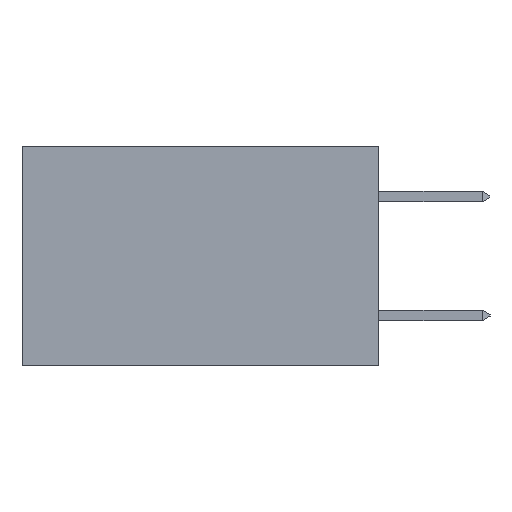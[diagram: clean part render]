
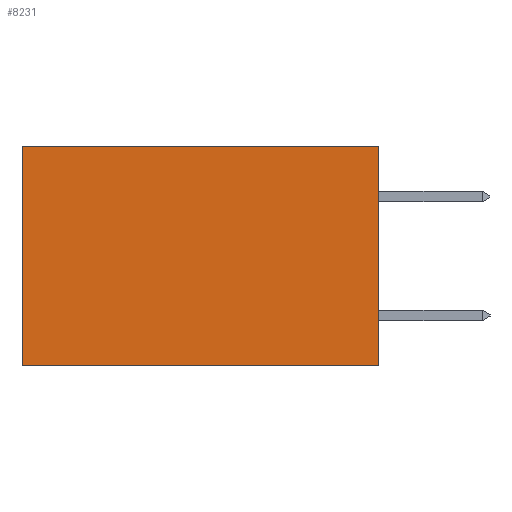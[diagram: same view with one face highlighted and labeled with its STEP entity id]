
A CAD part, left-side view. The second image highlights one B-rep face of the part: STEP entity #8231.
In plain terms, the highlighted planar face has unit normal (-1, 0, 0).
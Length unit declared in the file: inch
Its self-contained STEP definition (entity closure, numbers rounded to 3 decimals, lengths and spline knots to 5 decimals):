
#198 = LINE ( 'NONE', #8299, #2070 ) ;
#1347 = VERTEX_POINT ( 'NONE', #9289 ) ;
#2070 = VECTOR ( 'NONE', #8279, 39.37008 ) ;
#2088 = CARTESIAN_POINT ( 'NONE',  ( 0.2615, 0., -0.37 ) ) ;
#2164 = EDGE_LOOP ( 'NONE', ( #3770, #8814, #9543, #6352 ) ) ;
#2325 = DIRECTION ( 'NONE',  ( 0., 0., -1. ) ) ;
#2558 = LINE ( 'NONE', #2088, #6421 ) ;
#2823 = PLANE ( 'NONE',  #3029 ) ;
#3029 = AXIS2_PLACEMENT_3D ( 'NONE', #6870, #4491, #9950 ) ;
#3057 = DIRECTION ( 'NONE',  ( 0., 1., 0. ) ) ;
#3770 = ORIENTED_EDGE ( 'NONE', *, *, #8806, .T. ) ;
#3852 = CARTESIAN_POINT ( 'NONE',  ( 0.2615, 0., 0. ) ) ;
#4330 = DIRECTION ( 'NONE',  ( 0., 0., -1. ) ) ;
#4406 = VECTOR ( 'NONE', #3057, 39.37008 ) ;
#4491 = DIRECTION ( 'NONE',  ( 1., 0., 0. ) ) ;
#4618 = EDGE_CURVE ( 'NONE', #8490, #1347, #198, .T. ) ;
#4777 = FACE_OUTER_BOUND ( 'NONE', #2164, .T. ) ;
#5404 = VERTEX_POINT ( 'NONE', #6896 ) ;
#5522 = CARTESIAN_POINT ( 'NONE',  ( 0.2615, 0., 0. ) ) ;
#5889 = EDGE_CURVE ( 'NONE', #7900, #8490, #2558, .T. ) ;
#5927 = LINE ( 'NONE', #9819, #6164 ) ;
#6164 = VECTOR ( 'NONE', #4330, 39.37008 ) ;
#6352 = ORIENTED_EDGE ( 'NONE', *, *, #7159, .T. ) ;
#6421 = VECTOR ( 'NONE', #2325, 39.37008 ) ;
#6870 = CARTESIAN_POINT ( 'NONE',  ( 0.2615, 0., -0.37 ) ) ;
#6896 = CARTESIAN_POINT ( 'NONE',  ( 0.2615, 0.6, 0. ) ) ;
#7159 = EDGE_CURVE ( 'NONE', #7900, #5404, #10129, .T. ) ;
#7900 = VERTEX_POINT ( 'NONE', #5522 ) ;
#8231 = ADVANCED_FACE ( 'NONE', ( #4777 ), #2823, .F. ) ;
#8279 = DIRECTION ( 'NONE',  ( 0., 1., 0. ) ) ;
#8299 = CARTESIAN_POINT ( 'NONE',  ( 0.2615, 0., -0.37 ) ) ;
#8490 = VERTEX_POINT ( 'NONE', #8742 ) ;
#8742 = CARTESIAN_POINT ( 'NONE',  ( 0.2615, 0., -0.37 ) ) ;
#8806 = EDGE_CURVE ( 'NONE', #5404, #1347, #5927, .T. ) ;
#8814 = ORIENTED_EDGE ( 'NONE', *, *, #4618, .F. ) ;
#9289 = CARTESIAN_POINT ( 'NONE',  ( 0.2615, 0.6, -0.37 ) ) ;
#9543 = ORIENTED_EDGE ( 'NONE', *, *, #5889, .F. ) ;
#9819 = CARTESIAN_POINT ( 'NONE',  ( 0.2615, 0.6, -0.37 ) ) ;
#9950 = DIRECTION ( 'NONE',  ( 0., 0., -1. ) ) ;
#10129 = LINE ( 'NONE', #3852, #4406 ) ;
